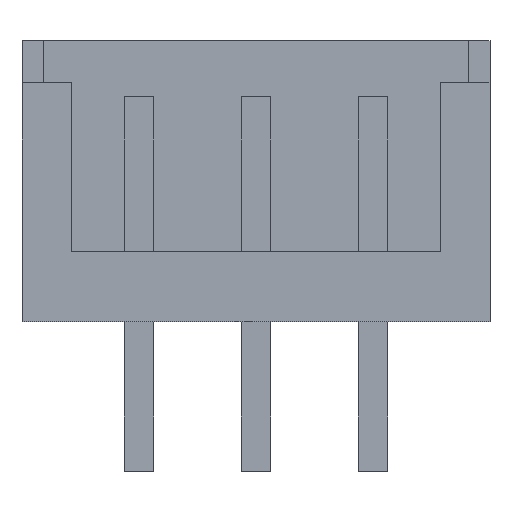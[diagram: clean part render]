
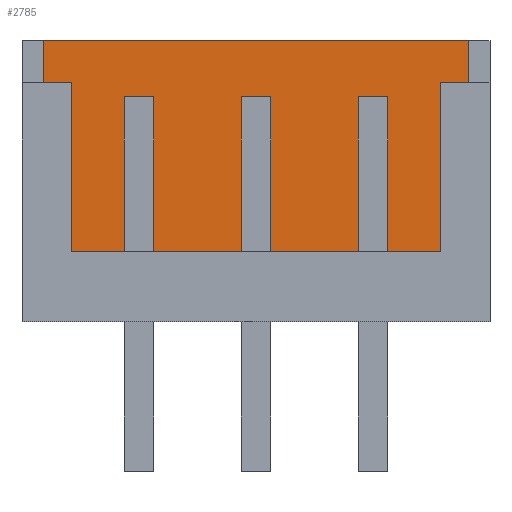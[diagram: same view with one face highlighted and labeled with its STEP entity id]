
A CAD part, front view. The second image highlights one B-rep face of the part: STEP entity #2785.
In plain terms, the highlighted planar face has unit normal (0, -1, 0).
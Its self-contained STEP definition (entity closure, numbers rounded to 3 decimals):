
#159 = PLANE('',#160);
#160 = AXIS2_PLACEMENT_3D('',#161,#162,#163);
#161 = CARTESIAN_POINT('',(7.05,1.098,1.5));
#162 = DIRECTION('',(0.,0.,-1.));
#163 = DIRECTION('',(0.,1.,0.));
#915 = VERTEX_POINT('',#916);
#916 = CARTESIAN_POINT('',(7.05,1.098,1.5));
#930 = PLANE('',#931);
#931 = AXIS2_PLACEMENT_3D('',#932,#933,#934);
#932 = CARTESIAN_POINT('',(7.05,1.098,1.5));
#933 = DIRECTION('',(-1.,0.,0.));
#934 = DIRECTION('',(0.,-1.,0.));
#942 = EDGE_CURVE('',#943,#915,#945,.T.);
#943 = VERTEX_POINT('',#944);
#944 = CARTESIAN_POINT('',(-2.05,1.098,1.5));
#945 = SURFACE_CURVE('',#946,(#950,#957),.PCURVE_S1.);
#946 = LINE('',#947,#948);
#947 = CARTESIAN_POINT('',(-2.05,1.098,1.5));
#948 = VECTOR('',#949,1.);
#949 = DIRECTION('',(1.,0.,0.));
#950 = PCURVE('',#159,#951);
#951 = DEFINITIONAL_REPRESENTATION('',(#952),#956);
#952 = LINE('',#953,#954);
#953 = CARTESIAN_POINT('',(0.,-9.1));
#954 = VECTOR('',#955,1.);
#955 = DIRECTION('',(0.,1.));
#956 = ( GEOMETRIC_REPRESENTATION_CONTEXT(2) 
PARAMETRIC_REPRESENTATION_CONTEXT() REPRESENTATION_CONTEXT('2D SPACE',''
  ) );
#957 = PCURVE('',#958,#963);
#958 = PLANE('',#959);
#959 = AXIS2_PLACEMENT_3D('',#960,#961,#962);
#960 = CARTESIAN_POINT('',(-2.05,1.098,1.5));
#961 = DIRECTION('',(0.,-1.,0.));
#962 = DIRECTION('',(1.,0.,0.));
#963 = DEFINITIONAL_REPRESENTATION('',(#964),#968);
#964 = LINE('',#965,#966);
#965 = CARTESIAN_POINT('',(0.,0.));
#966 = VECTOR('',#967,1.);
#967 = DIRECTION('',(1.,0.));
#968 = ( GEOMETRIC_REPRESENTATION_CONTEXT(2) 
PARAMETRIC_REPRESENTATION_CONTEXT() REPRESENTATION_CONTEXT('2D SPACE',''
  ) );
#986 = PLANE('',#987);
#987 = AXIS2_PLACEMENT_3D('',#988,#989,#990);
#988 = CARTESIAN_POINT('',(-2.05,1.098,1.5));
#989 = DIRECTION('',(1.,0.,0.));
#990 = DIRECTION('',(0.,1.,0.));
#1068 = PLANE('',#1069);
#1069 = AXIS2_PLACEMENT_3D('',#1070,#1071,#1072);
#1070 = CARTESIAN_POINT('',(7.5,-0.2,6.));
#1071 = DIRECTION('',(0.,0.,-1.));
#1072 = DIRECTION('',(0.,1.,0.));
#1999 = VERTEX_POINT('',#2000);
#2000 = CARTESIAN_POINT('',(7.05,1.098,6.));
#2021 = EDGE_CURVE('',#915,#1999,#2022,.T.);
#2022 = SURFACE_CURVE('',#2023,(#2027,#2034),.PCURVE_S1.);
#2023 = LINE('',#2024,#2025);
#2024 = CARTESIAN_POINT('',(7.05,1.098,1.5));
#2025 = VECTOR('',#2026,1.);
#2026 = DIRECTION('',(0.,0.,1.));
#2027 = PCURVE('',#930,#2028);
#2028 = DEFINITIONAL_REPRESENTATION('',(#2029),#2033);
#2029 = LINE('',#2030,#2031);
#2030 = CARTESIAN_POINT('',(0.,0.));
#2031 = VECTOR('',#2032,1.);
#2032 = DIRECTION('',(0.,1.));
#2033 = ( GEOMETRIC_REPRESENTATION_CONTEXT(2) 
PARAMETRIC_REPRESENTATION_CONTEXT() REPRESENTATION_CONTEXT('2D SPACE',''
  ) );
#2034 = PCURVE('',#958,#2035);
#2035 = DEFINITIONAL_REPRESENTATION('',(#2036),#2040);
#2036 = LINE('',#2037,#2038);
#2037 = CARTESIAN_POINT('',(9.1,0.));
#2038 = VECTOR('',#2039,1.);
#2039 = DIRECTION('',(0.,1.));
#2040 = ( GEOMETRIC_REPRESENTATION_CONTEXT(2) 
PARAMETRIC_REPRESENTATION_CONTEXT() REPRESENTATION_CONTEXT('2D SPACE',''
  ) );
#2720 = EDGE_CURVE('',#943,#2721,#2723,.T.);
#2721 = VERTEX_POINT('',#2722);
#2722 = CARTESIAN_POINT('',(-2.05,1.098,6.));
#2723 = SURFACE_CURVE('',#2724,(#2728,#2735),.PCURVE_S1.);
#2724 = LINE('',#2725,#2726);
#2725 = CARTESIAN_POINT('',(-2.05,1.098,1.5));
#2726 = VECTOR('',#2727,1.);
#2727 = DIRECTION('',(0.,0.,1.));
#2728 = PCURVE('',#986,#2729);
#2729 = DEFINITIONAL_REPRESENTATION('',(#2730),#2734);
#2730 = LINE('',#2731,#2732);
#2731 = CARTESIAN_POINT('',(0.,0.));
#2732 = VECTOR('',#2733,1.);
#2733 = DIRECTION('',(0.,1.));
#2734 = ( GEOMETRIC_REPRESENTATION_CONTEXT(2) 
PARAMETRIC_REPRESENTATION_CONTEXT() REPRESENTATION_CONTEXT('2D SPACE',''
  ) );
#2735 = PCURVE('',#958,#2736);
#2736 = DEFINITIONAL_REPRESENTATION('',(#2737),#2741);
#2737 = LINE('',#2738,#2739);
#2738 = CARTESIAN_POINT('',(0.,0.));
#2739 = VECTOR('',#2740,1.);
#2740 = DIRECTION('',(0.,1.));
#2741 = ( GEOMETRIC_REPRESENTATION_CONTEXT(2) 
PARAMETRIC_REPRESENTATION_CONTEXT() REPRESENTATION_CONTEXT('2D SPACE',''
  ) );
#2785 = ADVANCED_FACE('',(#2786),#958,.T.);
#2786 = FACE_BOUND('',#2787,.T.);
#2787 = EDGE_LOOP('',(#2788,#2809,#2810,#2811));
#2788 = ORIENTED_EDGE('',*,*,#2789,.F.);
#2789 = EDGE_CURVE('',#2721,#1999,#2790,.T.);
#2790 = SURFACE_CURVE('',#2791,(#2795,#2802),.PCURVE_S1.);
#2791 = LINE('',#2792,#2793);
#2792 = CARTESIAN_POINT('',(-2.05,1.098,6.));
#2793 = VECTOR('',#2794,1.);
#2794 = DIRECTION('',(1.,0.,0.));
#2795 = PCURVE('',#958,#2796);
#2796 = DEFINITIONAL_REPRESENTATION('',(#2797),#2801);
#2797 = LINE('',#2798,#2799);
#2798 = CARTESIAN_POINT('',(0.,4.5));
#2799 = VECTOR('',#2800,1.);
#2800 = DIRECTION('',(1.,0.));
#2801 = ( GEOMETRIC_REPRESENTATION_CONTEXT(2) 
PARAMETRIC_REPRESENTATION_CONTEXT() REPRESENTATION_CONTEXT('2D SPACE',''
  ) );
#2802 = PCURVE('',#1068,#2803);
#2803 = DEFINITIONAL_REPRESENTATION('',(#2804),#2808);
#2804 = LINE('',#2805,#2806);
#2805 = CARTESIAN_POINT('',(1.298,-9.55));
#2806 = VECTOR('',#2807,1.);
#2807 = DIRECTION('',(0.,1.));
#2808 = ( GEOMETRIC_REPRESENTATION_CONTEXT(2) 
PARAMETRIC_REPRESENTATION_CONTEXT() REPRESENTATION_CONTEXT('2D SPACE',''
  ) );
#2809 = ORIENTED_EDGE('',*,*,#2720,.F.);
#2810 = ORIENTED_EDGE('',*,*,#942,.T.);
#2811 = ORIENTED_EDGE('',*,*,#2021,.T.);
